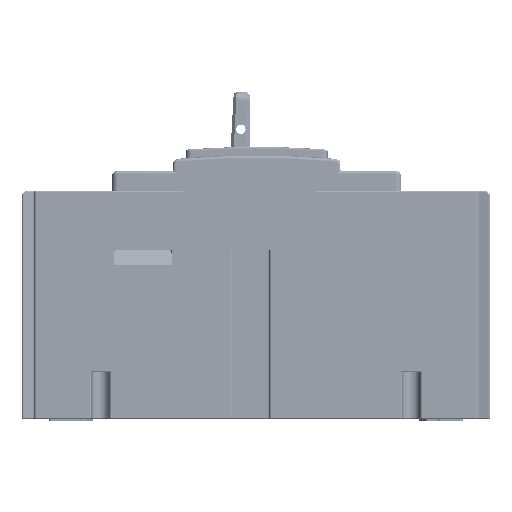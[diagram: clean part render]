
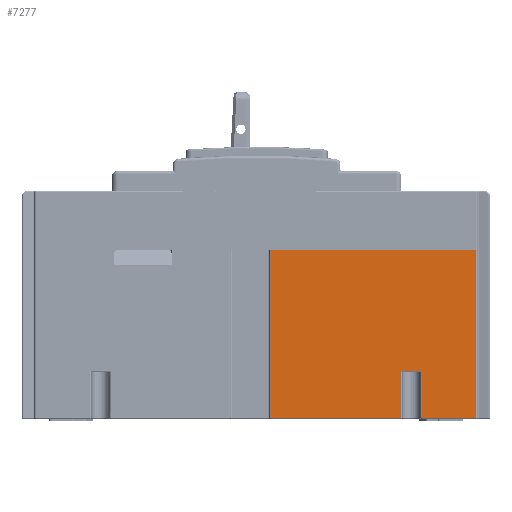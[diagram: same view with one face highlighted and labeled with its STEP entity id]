
A CAD part, left-side view. The second image highlights one B-rep face of the part: STEP entity #7277.
In plain terms, the highlighted planar face has unit normal (-1, 0, 0).
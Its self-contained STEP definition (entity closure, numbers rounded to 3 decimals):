
#7277=ADVANCED_FACE('',(#14081),#11316,.F.);
#11316=PLANE('',#80471);
#14081=FACE_OUTER_BOUND('',#18209,.T.);
#18209=EDGE_LOOP('',(#26173,#26174,#26175,#26176,#26177,#26178,#26179,#26180));
#26173=ORIENTED_EDGE('',*,*,#54512,.T.);
#26174=ORIENTED_EDGE('',*,*,#54513,.T.);
#26175=ORIENTED_EDGE('',*,*,#54514,.T.);
#26176=ORIENTED_EDGE('',*,*,#54515,.T.);
#26177=ORIENTED_EDGE('',*,*,#54516,.T.);
#26178=ORIENTED_EDGE('',*,*,#54517,.T.);
#26179=ORIENTED_EDGE('',*,*,#54518,.T.);
#26180=ORIENTED_EDGE('',*,*,#54519,.T.);
#46626=VERTEX_POINT('',#159307);
#46627=VERTEX_POINT('',#159308);
#46628=VERTEX_POINT('',#159310);
#46629=VERTEX_POINT('',#159312);
#46630=VERTEX_POINT('',#159314);
#46631=VERTEX_POINT('',#159316);
#46632=VERTEX_POINT('',#159318);
#46633=VERTEX_POINT('',#159320);
#54512=EDGE_CURVE('',#46626,#46627,#64763,.T.);
#54513=EDGE_CURVE('',#46627,#46628,#64764,.T.);
#54514=EDGE_CURVE('',#46628,#46629,#64765,.T.);
#54515=EDGE_CURVE('',#46629,#46630,#64766,.T.);
#54516=EDGE_CURVE('',#46630,#46631,#64767,.T.);
#54517=EDGE_CURVE('',#46631,#46632,#64768,.T.);
#54518=EDGE_CURVE('',#46632,#46633,#64769,.T.);
#54519=EDGE_CURVE('',#46633,#46626,#64770,.T.);
#64763=LINE('',#159306,#72620);
#64764=LINE('',#159309,#72621);
#64765=LINE('',#159311,#72622);
#64766=LINE('',#159313,#72623);
#64767=LINE('',#159315,#72624);
#64768=LINE('',#159317,#72625);
#64769=LINE('',#159319,#72626);
#64770=LINE('',#159321,#72627);
#72620=VECTOR('',#89877,1.);
#72621=VECTOR('',#89878,1.);
#72622=VECTOR('',#89879,1.);
#72623=VECTOR('',#89880,1.);
#72624=VECTOR('',#89881,1.);
#72625=VECTOR('',#89882,1.);
#72626=VECTOR('',#89883,1.);
#72627=VECTOR('',#89884,1.);
#80471=AXIS2_PLACEMENT_3D('',#159322,#89885,#89886);
#89877=DIRECTION('',(0.,-1.,0.));
#89878=DIRECTION('',(0.,0.,1.));
#89879=DIRECTION('',(0.,-1.,0.));
#89880=DIRECTION('',(0.,0.,-1.));
#89881=DIRECTION('',(0.,-1.,0.));
#89882=DIRECTION('',(0.,0.,1.));
#89883=DIRECTION('',(0.,1.,0.));
#89884=DIRECTION('',(0.,0.,-1.));
#89885=DIRECTION('',(1.,0.,0.));
#89886=DIRECTION('',(0.,0.,-1.));
#159306=CARTESIAN_POINT('',(183.467,119.95,-39.2));
#159307=CARTESIAN_POINT('',(183.467,165.7,-39.2));
#159308=CARTESIAN_POINT('',(183.467,119.95,-39.2));
#159309=CARTESIAN_POINT('',(183.467,119.95,-17.2));
#159310=CARTESIAN_POINT('',(183.467,119.95,-22.7));
#159311=CARTESIAN_POINT('',(183.467,112.45,-22.7));
#159312=CARTESIAN_POINT('',(183.467,112.45,-22.7));
#159313=CARTESIAN_POINT('',(183.467,112.45,-17.2));
#159314=CARTESIAN_POINT('',(183.467,112.45,-39.2));
#159315=CARTESIAN_POINT('',(183.467,93.5,-39.2));
#159316=CARTESIAN_POINT('',(183.467,93.5,-39.2));
#159317=CARTESIAN_POINT('',(183.467,93.5,22.8));
#159318=CARTESIAN_POINT('',(183.467,93.5,19.8));
#159319=CARTESIAN_POINT('',(183.467,94.5,19.8));
#159320=CARTESIAN_POINT('',(183.467,165.7,19.8));
#159321=CARTESIAN_POINT('',(183.467,165.7,-17.2));
#159322=CARTESIAN_POINT('',(183.467,94.5,-17.2));
